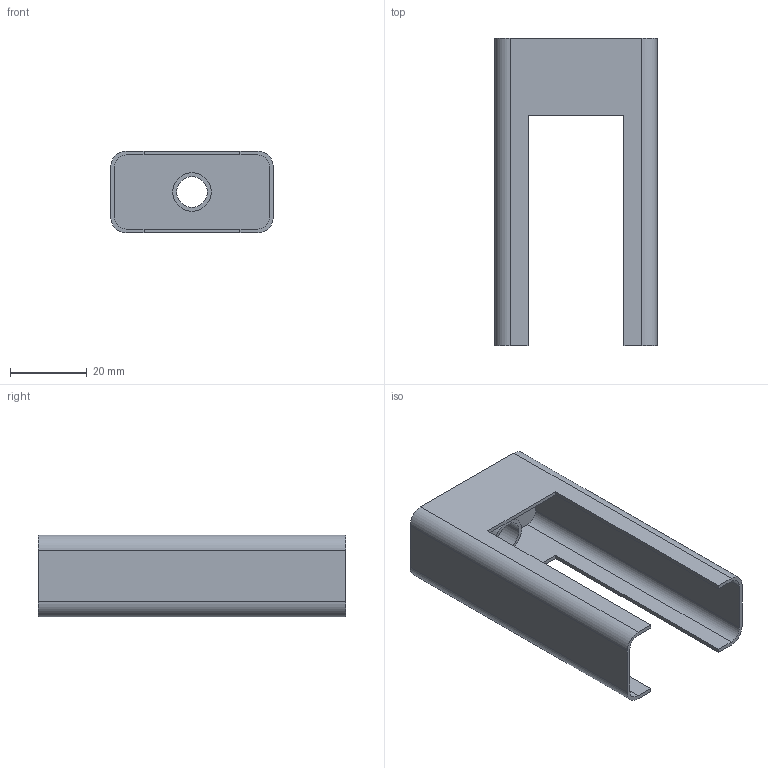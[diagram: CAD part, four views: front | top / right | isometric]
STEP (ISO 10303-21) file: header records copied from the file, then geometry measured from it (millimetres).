
FILE_DESCRIPTION((''),'2;1');
FILE_NAME('MONTAGEHILFE_LTKOL0001','2025-01-12T12:16:38',('weiss'),(''),'CREO PARAMETRIC BY PTC INC, 2022014','CREO PARAMETRIC BY PTC INC, 2022014','');
FILE_SCHEMA(('CONFIG_CONTROL_DESIGN'));
Length unit declared in the file: millimetre
Products named in the file (1): MONTAGEHILFE_LTKOL0001
Bounding box: 42.3 x 80 x 21.3 mm (x, y, z)
Volume: 10257 mm3; surface area: 14785.5 mm2
Topology: 1 solids, 1 shells, 31 faces, 84 edges, 56 vertices
Faces by surface type: plane 19, cylinder 12
Entity records: 1024 total; most frequent: CARTESIAN_POINT 171, DIRECTION 170, ORIENTED_EDGE 168, EDGE_CURVE 84, VECTOR 60, LINE 60, VERTEX_POINT 56, AXIS2_PLACEMENT_3D 55
